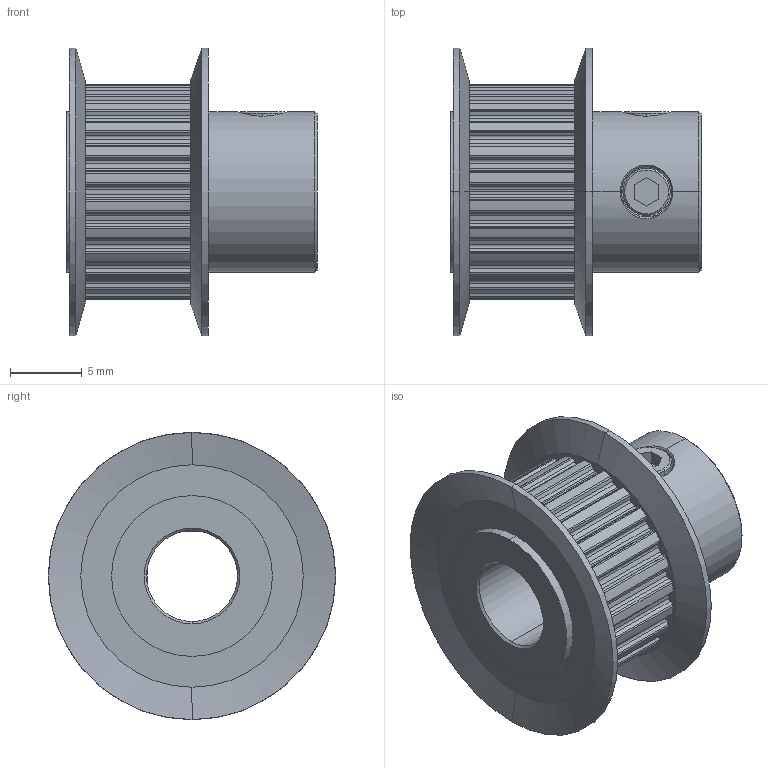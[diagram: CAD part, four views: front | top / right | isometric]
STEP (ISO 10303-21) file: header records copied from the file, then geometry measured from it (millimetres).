
FILE_DESCRIPTION (( 'STEP AP214' ), '1' );
FILE_NAME ('APB24MXL025BF-250.step', '2016-06-13T20:58:42', ( '' ), ( '' ), 'SwSTEP 2.0', 'SolidWorks 2016', '' );
FILE_SCHEMA (( 'AUTOMOTIVE_DESIGN' ));
Length unit declared in the file: inch
Products named in the file (1): APB24MXL025BF-250
Bounding box: 17.46 x 20.07 x 20.07 mm (x, y, z)
Volume: 1946.4 mm3; surface area: 2121.5 mm2
Topology: 3 solids, 3 shells, 277 faces, 781 edges, 514 vertices
Faces by surface type: cylinder 179, plane 72, cone 22, bspline 4
Entity records: 12102 total; most frequent: CARTESIAN_POINT 4377, DIRECTION 1683, ORIENTED_EDGE 1562, EDGE_CURVE 781, AXIS2_PLACEMENT_3D 650, VERTEX_POINT 514, LINE 383, VECTOR 383
